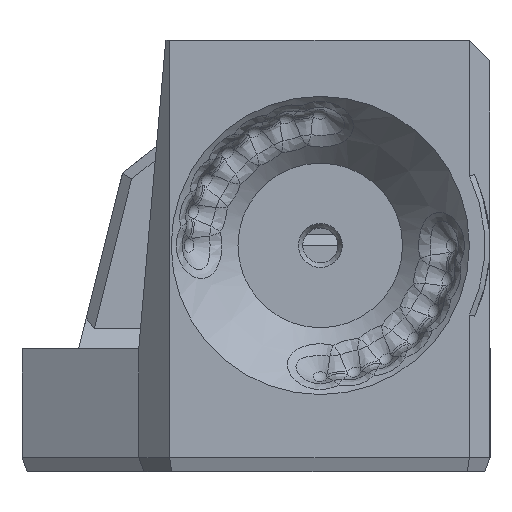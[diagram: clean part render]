
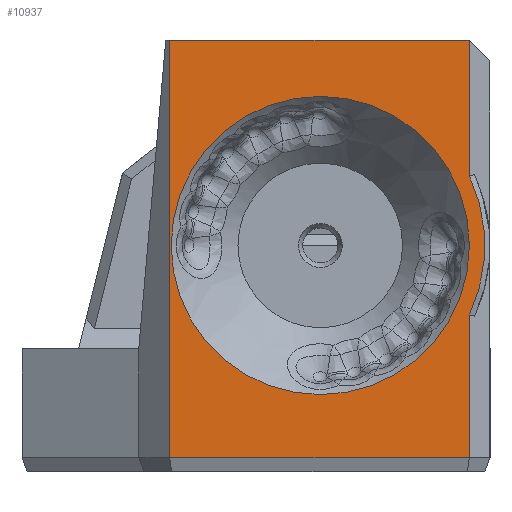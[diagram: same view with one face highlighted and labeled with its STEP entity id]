
A CAD part, left-side view. The second image highlights one B-rep face of the part: STEP entity #10937.
In plain terms, the highlighted planar face has unit normal (-1, 0, 0).
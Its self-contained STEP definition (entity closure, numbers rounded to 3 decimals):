
#498=FACE_BOUND('',#1691,.T.);
#537=PLANE('',#11663);
#991=FACE_OUTER_BOUND('',#1690,.T.);
#1690=EDGE_LOOP('',(#7886,#7887,#7888,#7889,#7890,#7891));
#1691=EDGE_LOOP('',(#7892));
#2399=LINE('',#15222,#3572);
#2544=LINE('',#15773,#3717);
#2548=LINE('',#15780,#3721);
#2557=LINE('',#15814,#3730);
#2558=LINE('',#15815,#3731);
#3572=VECTOR('',#12464,10.);
#3717=VECTOR('',#12635,10.);
#3721=VECTOR('',#12643,10.);
#3730=VECTOR('',#12666,10.);
#3731=VECTOR('',#12667,10.);
#4734=CIRCLE('',#11658,16.);
#4736=CIRCLE('',#11664,14.5);
#4969=VERTEX_POINT('',#15214);
#4971=VERTEX_POINT('',#15220);
#5171=VERTEX_POINT('',#15772);
#5172=VERTEX_POINT('',#15779);
#5180=VERTEX_POINT('',#15797);
#5182=VERTEX_POINT('',#15802);
#5185=VERTEX_POINT('',#15816);
#6006=EDGE_CURVE('',#4971,#4969,#2399,.T.);
#6208=EDGE_CURVE('',#5171,#4969,#2544,.T.);
#6212=EDGE_CURVE('',#5171,#5172,#2548,.T.);
#6222=EDGE_CURVE('',#5182,#5180,#4734,.T.);
#6227=EDGE_CURVE('',#4971,#5182,#2557,.T.);
#6228=EDGE_CURVE('',#5180,#5172,#2558,.T.);
#6229=EDGE_CURVE('',#5185,#5185,#4736,.T.);
#7886=ORIENTED_EDGE('',*,*,#6208,.T.);
#7887=ORIENTED_EDGE('',*,*,#6006,.F.);
#7888=ORIENTED_EDGE('',*,*,#6227,.T.);
#7889=ORIENTED_EDGE('',*,*,#6222,.T.);
#7890=ORIENTED_EDGE('',*,*,#6228,.T.);
#7891=ORIENTED_EDGE('',*,*,#6212,.F.);
#7892=ORIENTED_EDGE('',*,*,#6229,.T.);
#10937=ADVANCED_FACE('',(#991,#498),#537,.T.);
#11658=AXIS2_PLACEMENT_3D('',#15803,#12654,#12655);
#11663=AXIS2_PLACEMENT_3D('',#15813,#12664,#12665);
#11664=AXIS2_PLACEMENT_3D('',#15817,#12668,#12669);
#12464=DIRECTION('',(0.,1.,0.));
#12635=DIRECTION('',(0.,0.,-1.));
#12643=DIRECTION('',(0.,-1.,0.));
#12654=DIRECTION('center_axis',(-1.,0.,0.));
#12655=DIRECTION('ref_axis',(0.,0.,1.));
#12664=DIRECTION('center_axis',(-1.,0.,0.));
#12665=DIRECTION('ref_axis',(0.,-1.,0.));
#12666=DIRECTION('',(0.,0.,1.));
#12667=DIRECTION('',(0.,0.,1.));
#12668=DIRECTION('center_axis',(1.,0.,0.));
#12669=DIRECTION('ref_axis',(0.,1.,0.));
#15214=CARTESIAN_POINT('',(-45.,-9.35,1.374));
#15220=CARTESIAN_POINT('',(-45.,-38.5,1.374));
#15222=CARTESIAN_POINT('',(-45.,-10.722,1.374));
#15772=CARTESIAN_POINT('',(-45.,-9.35,41.95));
#15773=CARTESIAN_POINT('',(-45.,-9.35,0.));
#15779=CARTESIAN_POINT('',(-45.,-38.5,41.95));
#15780=CARTESIAN_POINT('',(-45.,-38.5,41.95));
#15797=CARTESIAN_POINT('',(-45.,-38.5,28.764));
#15802=CARTESIAN_POINT('',(-45.,-38.5,15.236));
#15803=CARTESIAN_POINT('Origin',(-45.,-24.,22.));
#15813=CARTESIAN_POINT('Origin',(-45.,-2.5,0.));
#15814=CARTESIAN_POINT('',(-45.,-38.5,0.));
#15815=CARTESIAN_POINT('',(-45.,-38.5,0.));
#15816=CARTESIAN_POINT('',(-45.,-38.5,22.));
#15817=CARTESIAN_POINT('Origin',(-45.,-24.,22.));
